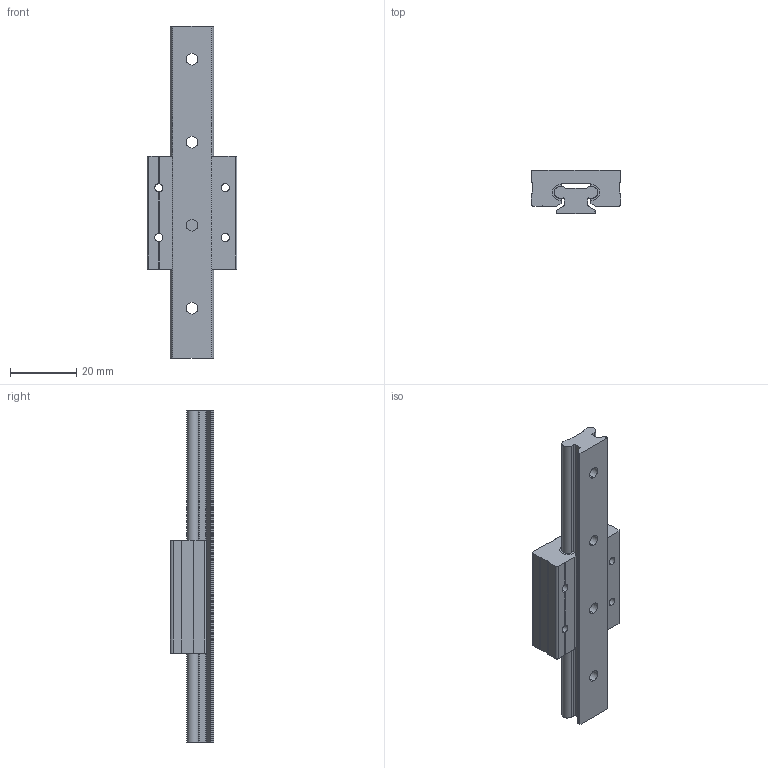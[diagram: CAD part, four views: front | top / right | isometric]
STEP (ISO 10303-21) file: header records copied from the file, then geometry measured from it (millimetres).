
FILE_DESCRIPTION (( 'STEP AP203' ), '1' );
FILE_NAME ('MR12-0100-1.step', '2024-10-21T11:15:10', ( '' ), ( '' ), 'SwSTEP 2.0', 'SolidWorks 2023', '' );
FILE_SCHEMA (( 'CONFIG_CONTROL_DESIGN' ));
Length unit declared in the file: inch
Products named in the file (3): MR12-0100-1; MR12-0100-1_CARRIAGE; MR12-0100-1_RAILS
Assembly tree (2 placements, depth 2):
  MR12-0100-1
    MR12-0100-1_RAILS
    MR12-0100-1_CARRIAGE
Bounding box: 27 x 13 x 100 mm (x, y, z)
Volume: 14369.3 mm3; surface area: 10330.1 mm2
Topology: 4 solids, 4 shells, 147 faces, 407 edges, 270 vertices
Faces by surface type: plane 87, cylinder 60
Entity records: 5048 total; most frequent: CARTESIAN_POINT 853, DIRECTION 823, ORIENTED_EDGE 814, EDGE_CURVE 407, LINE 279, VECTOR 279, AXIS2_PLACEMENT_3D 272, VERTEX_POINT 270
